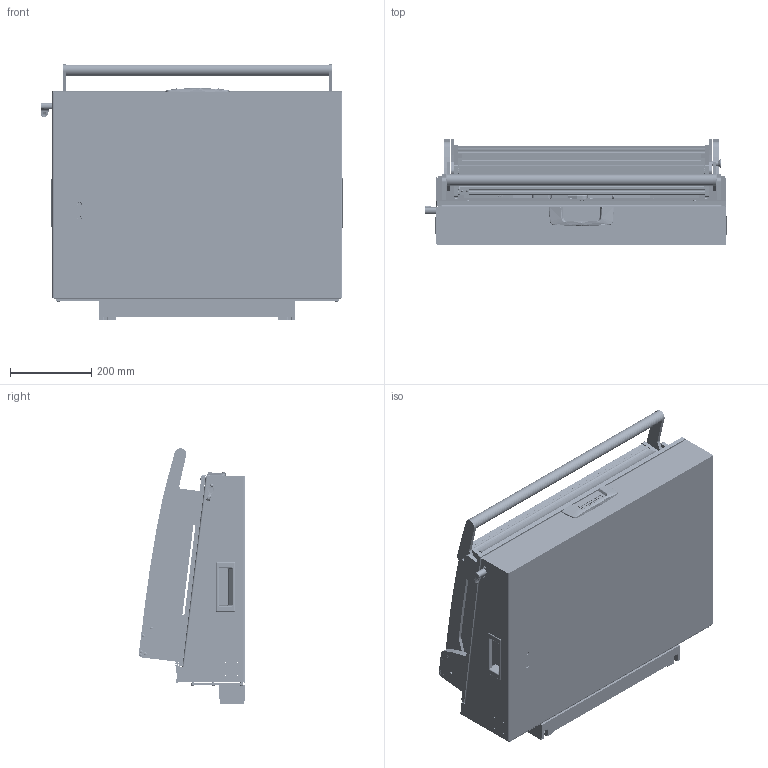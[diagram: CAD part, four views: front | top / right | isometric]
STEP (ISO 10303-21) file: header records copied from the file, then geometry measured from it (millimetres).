
FILE_DESCRIPTION (( 'STEP AP214' ), '1' );
FILE_NAME ('INGUN_48980.STEP', '2023-03-20T13:35:07', ( '' ), ( '' ), 'SwSTEP 2.0', 'SolidWorks 2021', '' );
FILE_SCHEMA (( 'AUTOMOTIVE_DESIGN' ));
Length unit declared in the file: millimetre
Products named in the file (118): 35469~1; DIN7991~n_M03,0x016 VA; 55712~0_KUNDE<S>; 31446~16_KUNDE<S>; 114566~0_S; 21332_02~0; K_02038~0; 2281~0; 112036~0_S; DIN125~n_06,4 M06,0 Fase; 35651~1_S; DIN7991~n_M05,0x012; 112034~0_S; 53734~1_KUNDE<S>; 34326~9; 109128~0_S; 37972~6_S; 21332~0_MA 2112<Standard>; 30758_01~0_S; 39893~3_KUNDE<S>; 35097~0; 32171~0_S; 37971~8_S; 40325~1_S; 2528~0; ISO7380~n_M05,0x008; 38440~7_KUNDE<S>; ISO7380~n_M04,0x008; 111995~1_S; 38564~0; 3521~0_Spring Pin ISO 8752 - 3 x 16 - St; DIN7991~n_M03,0x012; 40332~0_S; 112132~0_S; 29805~4_geschlossen<S>; DIN125~n_04,3 M04,0; 32462~0_S; 31109~0; 37967~1; 40326~1_S ...
Assembly tree (261 placements, depth 6):
  INGUN_48980
    114905~0_ohne GF<S>
      34326~9
      30758~0_S  x2
        30758_01~0_S
        30758_02~0_S
        38564~0
      20902~0
      21332~0_MA 2112<Standard>
        21332_02~0
        21332_01~0
      53032~0_S
      32171~0_S
      32462~0_S
      29805~4_geschlossen<S>
        110322~4_S
        110705~2_S
        30984~0_S
        110231~1_S
        110443~0_S
        30112~0
        ISO7380~n_M05,0x030
        ISO7380~n_M04,0x008  x2
        DIN914~n_M04,0x05
      35334~0_S
      DIN7991~n_M05,0x012  x2
      DIN985-A2~n_M05,0  x3
      8804~0
      DIN7991~n_M05,0x016
      DIN125~n_05,3 M05,0 Fase  x2
    38440~7_KUNDE<S>
      109830~1_S
        40323~10
        40324~2_S
        37971~8_S
        37972~6_S
        2281~0_180ø<Standard>  x3
          2281~0
        40333~2_S
        53031~0_S
        35649~1_S
        35651~1_S
        31253~0_S
        30955~0_S
        30915~0
        ASR~asr_拱04,2x07x拌8  x2
        2528~0  x2
        31109~0
        114566~0_S  x2
          112087~1_S
            111995~1_S
            112086~2_S
            DIN125~n_05,3 M05,0 Fase
          49317~0
          DIN912~n_M04,0x016
          DIN125~n_04,3 M04,0
          DIN125~n_06,4 M06,0 Fase
        40325~1_S
        40326~1_S
        40332~0_S
Bounding box: 747.5 x 262.15 x 630.12 mm (x, y, z)
Volume: 7339894.2 mm3; surface area: 4027488.9 mm2
Topology: 261 solids, 261 shells, 6749 faces, 16910 edges, 10693 vertices
Faces by surface type: cylinder 2917, plane 2385, cone 995, bspline 243, torus 109, sphere 100
Entity records: 137041 total; most frequent: CARTESIAN_POINT 32008, DIRECTION 20866, ORIENTED_EDGE 19136, EDGE_CURVE 9568, AXIS2_PLACEMENT_3D 7907, VERTEX_POINT 6153, LINE 5052, VECTOR 5052
